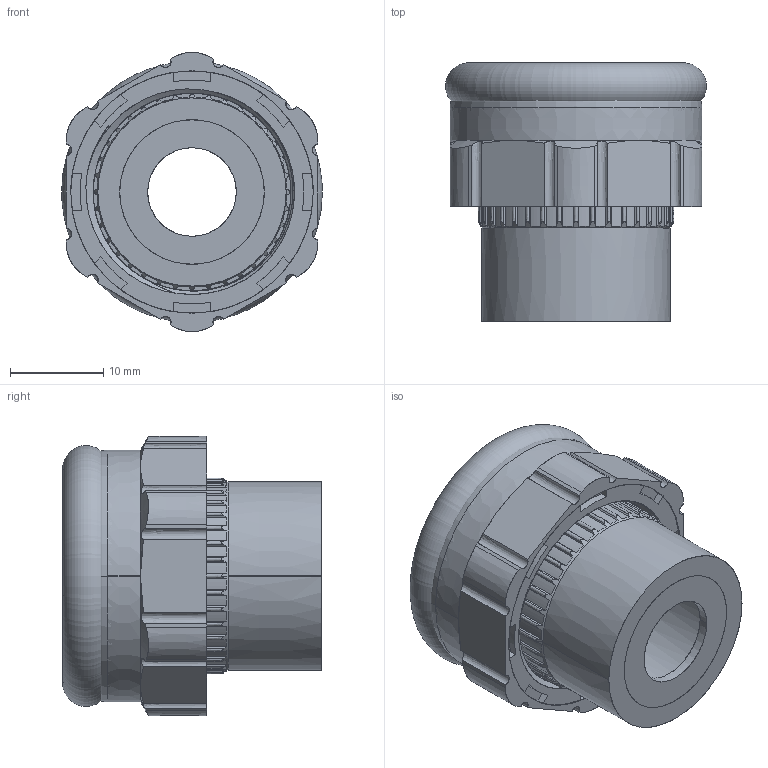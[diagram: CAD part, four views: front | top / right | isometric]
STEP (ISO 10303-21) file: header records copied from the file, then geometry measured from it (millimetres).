
FILE_DESCRIPTION((''),'2;1');
FILE_NAME('HC-M25-DA_2','2017-03-13T',('wl.kang'),(''),'PRO/ENGINEER BY PARAMETRIC TECHNOLOGY CORPORATION, 2012480','PRO/ENGINEER BY PARAMETRIC TECHNOLOGY CORPORATION, 2012480','');
FILE_SCHEMA(('AUTOMOTIVE_DESIGN { 1 0 10303 214 1 1 1 1 }'));
Products named in the file (1): HC-M25-DA_2
Bounding box: 27.97 x 27.73 x 29.96 mm (x, y, z)
Surface area: 12194.5 mm2 (no closed solid volume)
Topology: 0 solids, 0 shells, 270 faces, 1556 edges, 1546 vertices
Faces by surface type: bspline 260, torus 10
Entity records: 43249 total; most frequent: CARTESIAN_POINT 20966, DIRECTION 2347, TRIMMED_CURVE 2053, PRESENTATION_STYLE_ASSIGNMENT 1874, STYLED_ITEM 1806, VECTOR 1779, LINE 1779, CURVE_STYLE 1536
